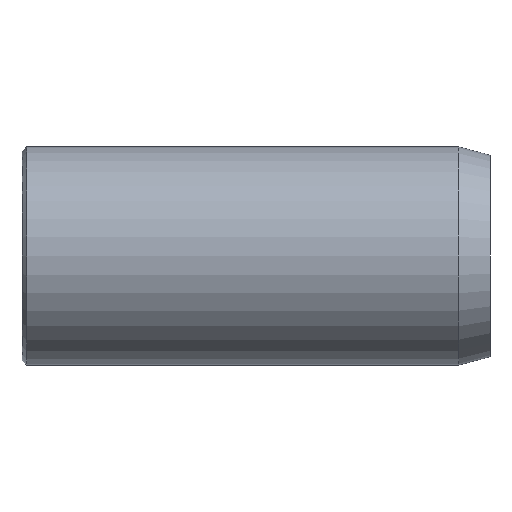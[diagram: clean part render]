
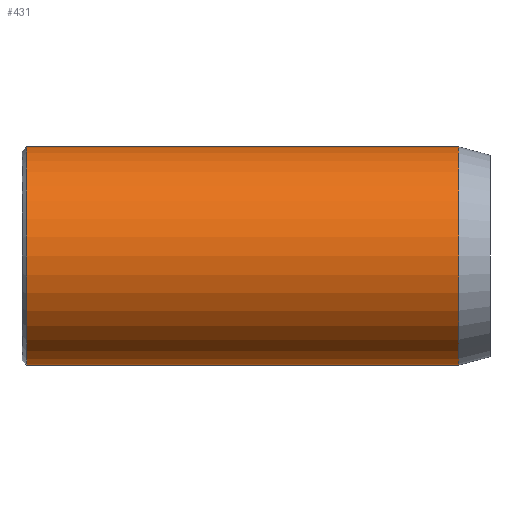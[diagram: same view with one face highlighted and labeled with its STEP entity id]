
A CAD part, front view. The second image highlights one B-rep face of the part: STEP entity #431.
In plain terms, the highlighted cylindrical face has radius 7 mm (diameter 14 mm), a partial arc.
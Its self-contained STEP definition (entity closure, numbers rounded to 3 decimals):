
#17 = CARTESIAN_POINT ( 'NONE',  ( 28., 0., 7. ) ) ;
#24 = CIRCLE ( 'NONE', #150, 7. ) ;
#38 = ORIENTED_EDGE ( 'NONE', *, *, #106, .T. ) ;
#39 = DIRECTION ( 'NONE',  ( 0., 0., -1. ) ) ;
#62 = EDGE_CURVE ( 'NONE', #146, #540, #436, .T. ) ;
#92 = CARTESIAN_POINT ( 'NONE',  ( 0., 0., -7. ) ) ;
#106 = EDGE_CURVE ( 'NONE', #510, #146, #24, .T. ) ;
#146 = VERTEX_POINT ( 'NONE', #17 ) ;
#150 = AXIS2_PLACEMENT_3D ( 'NONE', #342, #302, #382 ) ;
#169 = CARTESIAN_POINT ( 'NONE',  ( 0., 0., 0. ) ) ;
#195 = EDGE_CURVE ( 'NONE', #540, #333, #223, .T. ) ;
#223 = CIRCLE ( 'NONE', #454, 7. ) ;
#225 = ORIENTED_EDGE ( 'NONE', *, *, #62, .T. ) ;
#231 = VECTOR ( 'NONE', #482, 1000. ) ;
#257 = DIRECTION ( 'NONE',  ( 0., 0., 1. ) ) ;
#263 = CARTESIAN_POINT ( 'NONE',  ( 0.3, 0., -7. ) ) ;
#269 = VECTOR ( 'NONE', #493, 1000. ) ;
#291 = DIRECTION ( 'NONE',  ( 1., 0., 0. ) ) ;
#302 = DIRECTION ( 'NONE',  ( -1., 0., 0. ) ) ;
#313 = CYLINDRICAL_SURFACE ( 'NONE', #421, 7. ) ;
#318 = CARTESIAN_POINT ( 'NONE',  ( 0.3, 0., 7. ) ) ;
#325 = EDGE_CURVE ( 'NONE', #510, #333, #329, .T. ) ;
#329 = LINE ( 'NONE', #92, #231 ) ;
#333 = VERTEX_POINT ( 'NONE', #263 ) ;
#342 = CARTESIAN_POINT ( 'NONE',  ( 28., 0., 0. ) ) ;
#353 = EDGE_LOOP ( 'NONE', ( #468, #38, #225, #515 ) ) ;
#354 = FACE_OUTER_BOUND ( 'NONE', #353, .T. ) ;
#382 = DIRECTION ( 'NONE',  ( 0., 0., 1. ) ) ;
#390 = CARTESIAN_POINT ( 'NONE',  ( 28., 0., -7. ) ) ;
#397 = DIRECTION ( 'NONE',  ( -1., 0., 0. ) ) ;
#421 = AXIS2_PLACEMENT_3D ( 'NONE', #169, #397, #257 ) ;
#431 = ADVANCED_FACE ( 'NONE', ( #354 ), #313, .T. ) ;
#436 = LINE ( 'NONE', #494, #269 ) ;
#454 = AXIS2_PLACEMENT_3D ( 'NONE', #465, #291, #39 ) ;
#465 = CARTESIAN_POINT ( 'NONE',  ( 0.3, 0., 0. ) ) ;
#468 = ORIENTED_EDGE ( 'NONE', *, *, #325, .F. ) ;
#482 = DIRECTION ( 'NONE',  ( -1., 0., 0. ) ) ;
#493 = DIRECTION ( 'NONE',  ( -1., 0., 0. ) ) ;
#494 = CARTESIAN_POINT ( 'NONE',  ( 0., 0., 7. ) ) ;
#510 = VERTEX_POINT ( 'NONE', #390 ) ;
#515 = ORIENTED_EDGE ( 'NONE', *, *, #195, .T. ) ;
#540 = VERTEX_POINT ( 'NONE', #318 ) ;
